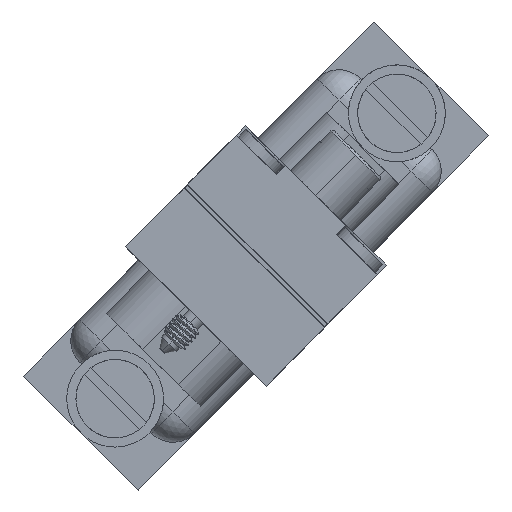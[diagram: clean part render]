
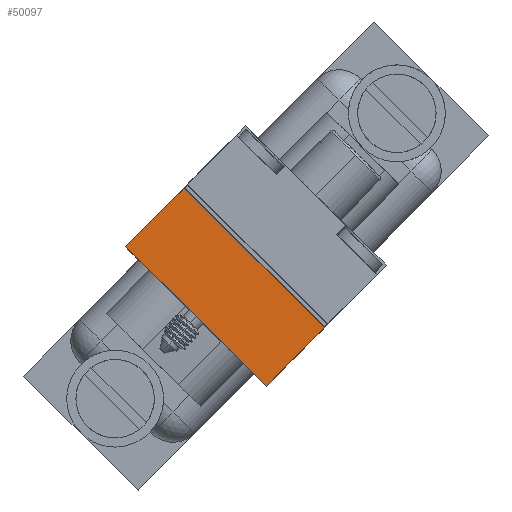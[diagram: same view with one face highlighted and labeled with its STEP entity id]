
A CAD part, front view. The second image highlights one B-rep face of the part: STEP entity #50097.
In plain terms, the highlighted face is planar.
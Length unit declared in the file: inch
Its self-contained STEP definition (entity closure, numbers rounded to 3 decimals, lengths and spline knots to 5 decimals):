
#4543 = CARTESIAN_POINT ( 'NONE',  ( 1.53044, -0.391, 0.455 ) ) ;
#7773 = ORIENTED_EDGE ( 'NONE', *, *, #22126, .T. ) ;
#8988 = FACE_OUTER_BOUND ( 'NONE', #65313, .T. ) ;
#10770 = DIRECTION ( 'NONE',  ( -1., 0., 0. ) ) ;
#18135 = EDGE_CURVE ( 'NONE', #33165, #67293, #40017, .T. ) ;
#21057 = CARTESIAN_POINT ( 'NONE',  ( 1.53044, -0.01, 0.455 ) ) ;
#21988 = VERTEX_POINT ( 'NONE', #21057 ) ;
#22126 = EDGE_CURVE ( 'NONE', #21988, #102828, #43675, .T. ) ;
#22941 = CARTESIAN_POINT ( 'NONE',  ( 1.53044, -0.391, -0.455 ) ) ;
#23628 = DIRECTION ( 'NONE',  ( 0., -1., 0. ) ) ;
#33165 = VERTEX_POINT ( 'NONE', #71475 ) ;
#35122 = LINE ( 'NONE', #22941, #93958 ) ;
#36023 = VECTOR ( 'NONE', #23628, 39.37008 ) ;
#40017 = LINE ( 'NONE', #109901, #69583 ) ;
#40301 = LINE ( 'NONE', #85009, #83726 ) ;
#41156 = DIRECTION ( 'NONE',  ( 0., 0., 1. ) ) ;
#42005 = PLANE ( 'NONE',  #86570 ) ;
#43675 = LINE ( 'NONE', #62294, #36023 ) ;
#46047 = DIRECTION ( 'NONE',  ( 0., 0., -1. ) ) ;
#49613 = EDGE_CURVE ( 'NONE', #21988, #33165, #40301, .T. ) ;
#50097 = ADVANCED_FACE ( 'NONE', ( #8988 ), #42005, .F. ) ;
#62294 = CARTESIAN_POINT ( 'NONE',  ( 1.53044, 0.391, 0.455 ) ) ;
#65313 = EDGE_LOOP ( 'NONE', ( #84326, #7773, #98181, #103691 ) ) ;
#67293 = VERTEX_POINT ( 'NONE', #68952 ) ;
#68952 = CARTESIAN_POINT ( 'NONE',  ( 1.53044, -0.391, -0.455 ) ) ;
#69583 = VECTOR ( 'NONE', #120314, 39.37008 ) ;
#70971 = EDGE_CURVE ( 'NONE', #102828, #67293, #35122, .T. ) ;
#71475 = CARTESIAN_POINT ( 'NONE',  ( 1.53044, -0.01, -0.455 ) ) ;
#82818 = DIRECTION ( 'NONE',  ( 0., 0., -1. ) ) ;
#83726 = VECTOR ( 'NONE', #46047, 39.37008 ) ;
#84326 = ORIENTED_EDGE ( 'NONE', *, *, #49613, .F. ) ;
#85009 = CARTESIAN_POINT ( 'NONE',  ( 1.53044, -0.01, -0.455 ) ) ;
#86570 = AXIS2_PLACEMENT_3D ( 'NONE', #100475, #10770, #41156 ) ;
#93958 = VECTOR ( 'NONE', #82818, 39.37008 ) ;
#98181 = ORIENTED_EDGE ( 'NONE', *, *, #70971, .T. ) ;
#100475 = CARTESIAN_POINT ( 'NONE',  ( 1.53044, 0.391, -0.455 ) ) ;
#102828 = VERTEX_POINT ( 'NONE', #4543 ) ;
#103691 = ORIENTED_EDGE ( 'NONE', *, *, #18135, .F. ) ;
#109901 = CARTESIAN_POINT ( 'NONE',  ( 1.53044, 0.391, -0.455 ) ) ;
#120314 = DIRECTION ( 'NONE',  ( 0., -1., 0. ) ) ;
